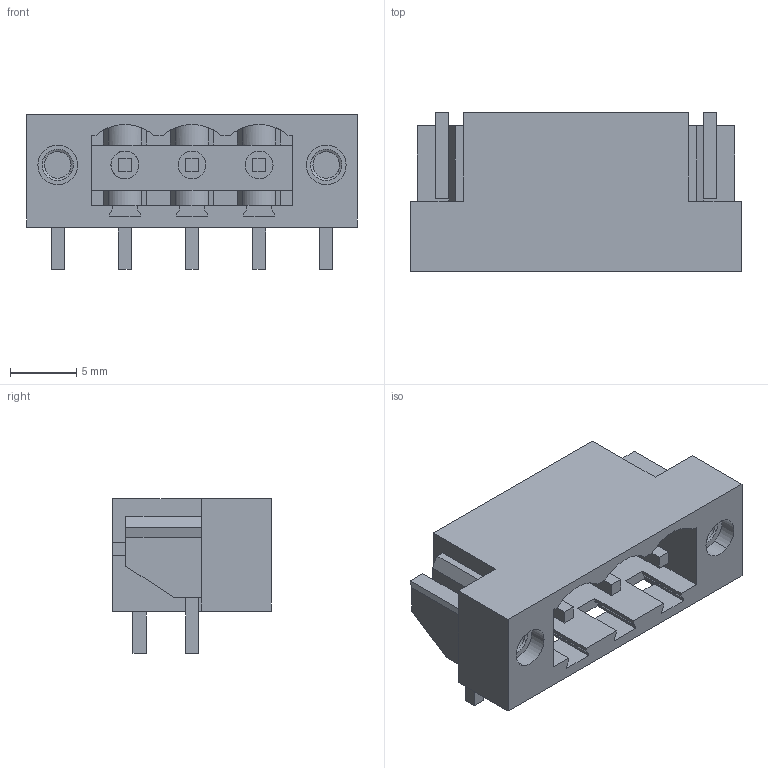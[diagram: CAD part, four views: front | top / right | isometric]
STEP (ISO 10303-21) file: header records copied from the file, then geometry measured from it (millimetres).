
FILE_DESCRIPTION(('CATIA V5 STEP Exchange','CAx-IF Rec.Pracs.--- Model Styling and Organization---1.4--- 2014-01-23'),'2;1');
FILE_NAME ('D1458219_1_1876870000_1876870000.stp','2023-05-08T13:01:21+00:00',('none'),('Weidmueller'),'CATIA Version 5-6 Release 2016 SP3 HF44','CATIA V5 STEP AP214','none');
FILE_SCHEMA(('AUTOMOTIVE_DESIGN { 1 0 10303 214 1 1 1 1 }'));
Length unit declared in the file: millimetre
Products named in the file (1): 1876720000
Bounding box: 25.04 x 12 x 11.7 mm (x, y, z)
Volume: 1158.5 mm3; surface area: 2549.6 mm2
Topology: 8 solids, 8 shells, 291 faces, 831 edges, 552 vertices
Faces by surface type: plane 240, cylinder 43, cone 8
Entity records: 9195 total; most frequent: CARTESIAN_POINT 1830, ORIENTED_EDGE 1662, DIRECTION 1260, EDGE_CURVE 831, VECTOR 711, LINE 711, VERTEX_POINT 552, AXIS2_PLACEMENT_3D 325
